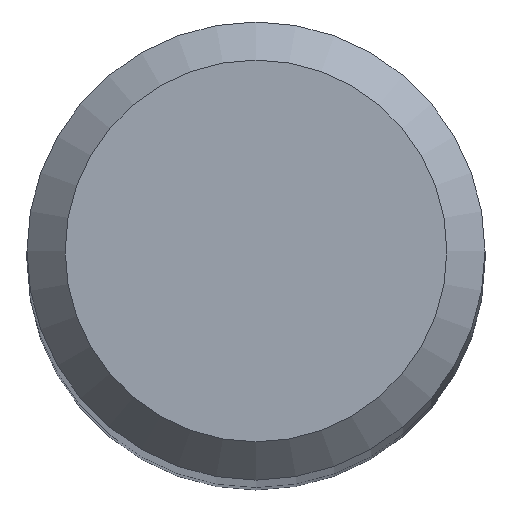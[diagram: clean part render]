
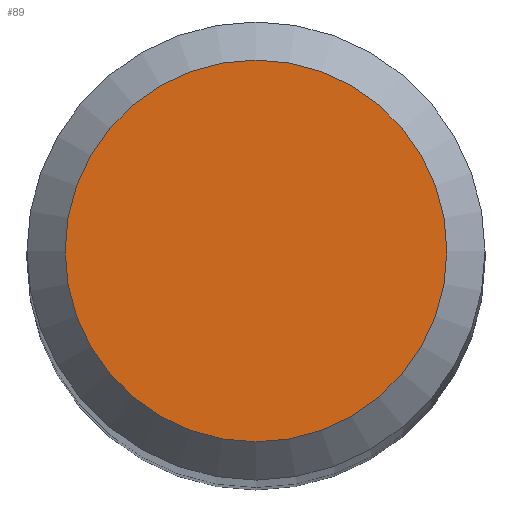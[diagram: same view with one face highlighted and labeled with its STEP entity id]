
A CAD part, top view. The second image highlights one B-rep face of the part: STEP entity #89.
In plain terms, the highlighted planar face has unit normal (0, 0, 1).
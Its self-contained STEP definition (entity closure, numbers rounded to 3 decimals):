
#13 = CARTESIAN_POINT ( 'NONE',  ( 0., 0., 75. ) ) ;
#26 = EDGE_CURVE ( 'NONE', #69, #69, #90, .T. ) ;
#27 = DIRECTION ( 'NONE',  ( 0., 1., 0. ) ) ;
#28 = FACE_OUTER_BOUND ( 'NONE', #115, .T. ) ;
#31 = AXIS2_PLACEMENT_3D ( 'NONE', #13, #184, #27 ) ;
#52 = ORIENTED_EDGE ( 'NONE', *, *, #26, .F. ) ;
#66 = DIRECTION ( 'NONE',  ( 0., 1., 0. ) ) ;
#69 = VERTEX_POINT ( 'NONE', #134 ) ;
#89 = ADVANCED_FACE ( 'NONE', ( #28 ), #154, .F. ) ;
#90 = CIRCLE ( 'NONE', #124, 2.5 ) ;
#115 = EDGE_LOOP ( 'NONE', ( #52 ) ) ;
#124 = AXIS2_PLACEMENT_3D ( 'NONE', #206, #189, #66 ) ;
#134 = CARTESIAN_POINT ( 'NONE',  ( 0., 2.5, 75. ) ) ;
#154 = PLANE ( 'NONE',  #31 ) ;
#184 = DIRECTION ( 'NONE',  ( 0., 0., -1. ) ) ;
#189 = DIRECTION ( 'NONE',  ( 0., 0., -1. ) ) ;
#206 = CARTESIAN_POINT ( 'NONE',  ( 0., 0., 75. ) ) ;
